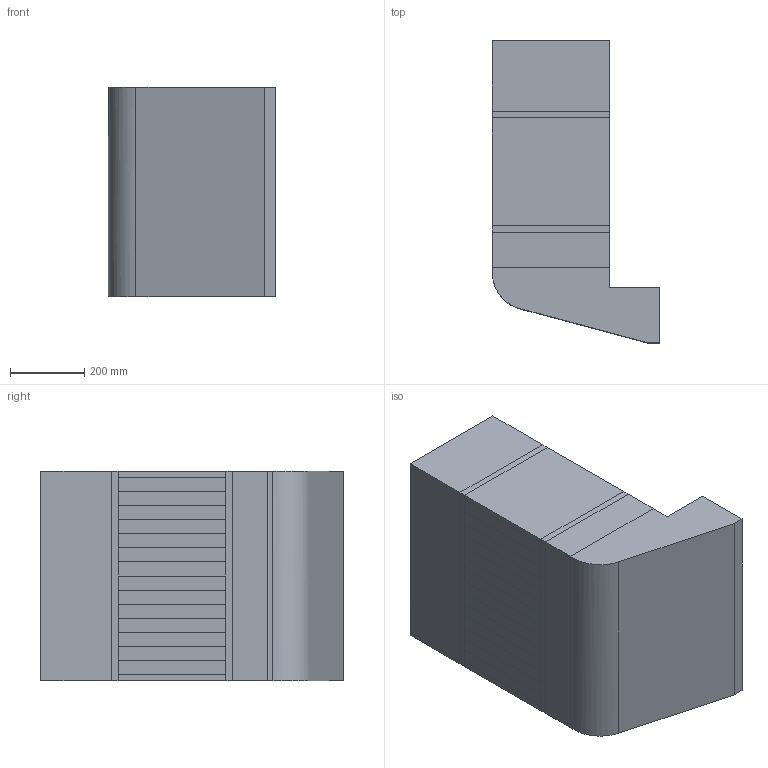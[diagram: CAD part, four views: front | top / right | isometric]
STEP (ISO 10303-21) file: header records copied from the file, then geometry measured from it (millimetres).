
FILE_DESCRIPTION((''),'2;1');
FILE_NAME( 'tele_switch.stp','2000-08-23T14:25:17',('User'),('SDRC'),'I-DEAS Master Series 8','UNIX','Yes');
FILE_SCHEMA(('CONFIG_CONTROL_DESIGN'));
Length unit declared in the file: millimetre
Bounding box: 450 x 814 x 565 mm (x, y, z)
Surface area: 4124279.1 mm2 (no closed solid volume)
Topology: 0 solids, 85 shells, 113 faces, 467 edges, 319 vertices
Faces by surface type: bspline 113
Entity records: 4084 total; most frequent: CARTESIAN_POINT 1724, ORIENTED_EDGE 514, EDGE_CURVE 467, B_SPLINE_CURVE_WITH_KNOTS 324, VERTEX_POINT 319, QUASI_UNIFORM_CURVE 138, EDGE_LOOP 116, FACE_OUTER_BOUND 113
